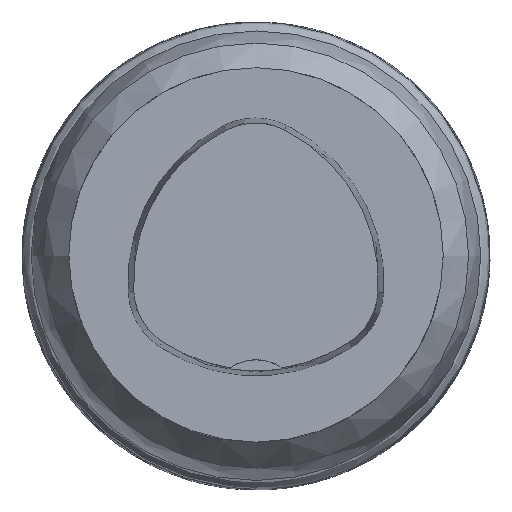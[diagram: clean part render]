
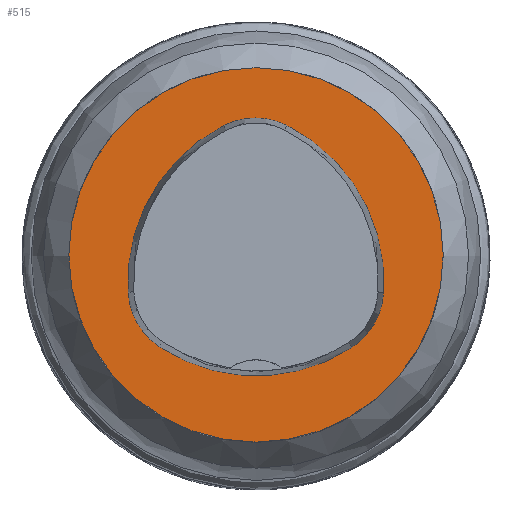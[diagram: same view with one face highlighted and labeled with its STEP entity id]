
A CAD part, top view. The second image highlights one B-rep face of the part: STEP entity #515.
In plain terms, the highlighted planar face has unit normal (0, 0, 1).
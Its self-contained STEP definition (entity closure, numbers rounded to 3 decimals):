
#173=PLANE('',#753);
#242=EDGE_LOOP('',(#339,#340,#341,#342,#343,#344));
#243=EDGE_LOOP('',(#345));
#339=ORIENTED_EDGE('',*,*,#416,.T.);
#340=ORIENTED_EDGE('',*,*,#414,.T.);
#341=ORIENTED_EDGE('',*,*,#412,.T.);
#342=ORIENTED_EDGE('',*,*,#410,.T.);
#343=ORIENTED_EDGE('',*,*,#408,.T.);
#344=ORIENTED_EDGE('',*,*,#406,.T.);
#345=ORIENTED_EDGE('',*,*,#429,.F.);
#406=EDGE_CURVE('',#583,#582,#465,.T.);
#408=EDGE_CURVE('',#584,#583,#466,.T.);
#410=EDGE_CURVE('',#585,#584,#467,.T.);
#412=EDGE_CURVE('',#586,#585,#468,.T.);
#414=EDGE_CURVE('',#587,#586,#469,.T.);
#416=EDGE_CURVE('',#582,#587,#470,.T.);
#429=EDGE_CURVE('',#596,#596,#471,.T.);
#465=CIRCLE('',#730,15.);
#466=CIRCLE('',#732,6.);
#467=CIRCLE('',#734,15.);
#468=CIRCLE('',#736,6.);
#469=CIRCLE('',#738,15.);
#470=CIRCLE('',#740,6.);
#471=CIRCLE('',#752,16.);
#515=ADVANCED_FACE('',(#549,#550),#173,.T.);
#549=FACE_BOUND('',#242,.T.);
#550=FACE_BOUND('',#243,.T.);
#582=VERTEX_POINT('',#5916);
#583=VERTEX_POINT('',#5918);
#584=VERTEX_POINT('',#5922);
#585=VERTEX_POINT('',#5926);
#586=VERTEX_POINT('',#5930);
#587=VERTEX_POINT('',#5934);
#596=VERTEX_POINT('',#5966);
#730=AXIS2_PLACEMENT_3D('',#5917,#862,#863);
#732=AXIS2_PLACEMENT_3D('',#5921,#867,#868);
#734=AXIS2_PLACEMENT_3D('',#5925,#872,#873);
#736=AXIS2_PLACEMENT_3D('',#5929,#877,#878);
#738=AXIS2_PLACEMENT_3D('',#5933,#882,#883);
#740=AXIS2_PLACEMENT_3D('',#5937,#887,#888);
#752=AXIS2_PLACEMENT_3D('',#5965,#919,#920);
#753=AXIS2_PLACEMENT_3D('',#5967,#921,#922);
#862=DIRECTION('',(0.,0.,-1.));
#863=DIRECTION('',(-1.,0.,0.));
#867=DIRECTION('',(0.,0.,-1.));
#868=DIRECTION('',(-1.,0.,0.));
#872=DIRECTION('',(0.,0.,-1.));
#873=DIRECTION('',(-1.,0.,0.));
#877=DIRECTION('',(0.,0.,-1.));
#878=DIRECTION('',(-1.,0.,0.));
#882=DIRECTION('',(0.,0.,-1.));
#883=DIRECTION('',(-1.,0.,0.));
#887=DIRECTION('',(0.,0.,-1.));
#888=DIRECTION('',(-1.,0.,0.));
#919=DIRECTION('',(0.,0.,-1.));
#920=DIRECTION('',(-1.,0.,0.));
#921=DIRECTION('',(0.,0.,1.));
#922=DIRECTION('',(1.,0.,0.));
#5916=CARTESIAN_POINT('',(-8.24,-7.859,0.));
#5917=CARTESIAN_POINT('',(0.019,4.663,0.));
#5918=CARTESIAN_POINT('',(8.177,-7.924,0.));
#5921=CARTESIAN_POINT('',(4.914,-2.889,0.));
#5922=CARTESIAN_POINT('',(10.903,-3.249,0.));
#5925=CARTESIAN_POINT('',(-4.07,-2.35,0.));
#5926=CARTESIAN_POINT('',(2.638,11.066,0.));
#5929=CARTESIAN_POINT('',(-0.045,5.7,0.));
#5930=CARTESIAN_POINT('',(-2.774,11.043,0.));
#5933=CARTESIAN_POINT('',(4.048,-2.316,0.));
#5934=CARTESIAN_POINT('',(-10.926,-3.206,0.));
#5937=CARTESIAN_POINT('',(-4.936,-2.85,0.));
#5965=CARTESIAN_POINT('',(0.,0.,0.));
#5966=CARTESIAN_POINT('',(-16.,0.,0.));
#5967=CARTESIAN_POINT('',(0.,0.,0.));
